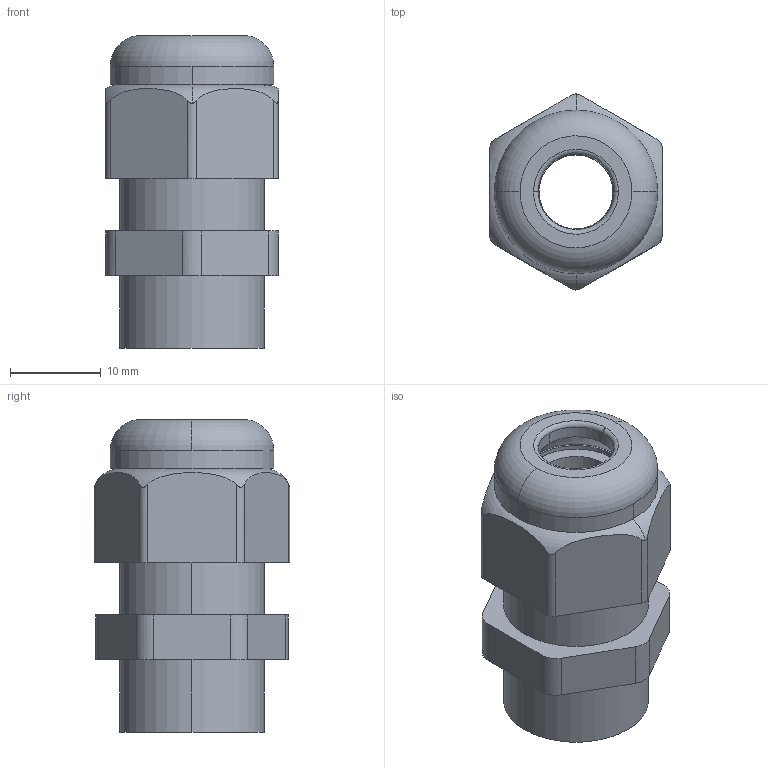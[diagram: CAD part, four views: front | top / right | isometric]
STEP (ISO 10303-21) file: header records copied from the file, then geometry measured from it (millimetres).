
FILE_DESCRIPTION(('CATIA V5 STEP Exchange','CAx-IF Rec.Pracs.--- Model Styling and Organization---1.4--- 2014-01-23'),'2;1');
FILE_NAME ('026193-2_1_1909860000_1909860000.stp','2019-11-08T07:34:02+00:00',('none'),('Weidmueller'),'CATIA Version 5-6 Release 2016 SP3 HF44','CATIA V5 STEP AP214','none');
FILE_SCHEMA(('AUTOMOTIVE_DESIGN { 1 0 10303 214 1 1 1 1 }'));
Length unit declared in the file: millimetre
Products named in the file (1): VG_M16_4-8
Bounding box: 19 x 21.63 x 34.5 mm (x, y, z)
Volume: 6119.6 mm3; surface area: 5809.4 mm2
Topology: 2 solids, 3 shells, 70 faces, 182 edges, 122 vertices
Faces by surface type: cylinder 32, plane 24, torus 10, cone 4
Entity records: 2640 total; most frequent: CARTESIAN_POINT 977, ORIENTED_EDGE 364, DIRECTION 265, EDGE_CURVE 182, AXIS2_PLACEMENT_3D 132, VERTEX_POINT 122, EDGE_LOOP 80, VECTOR 72
